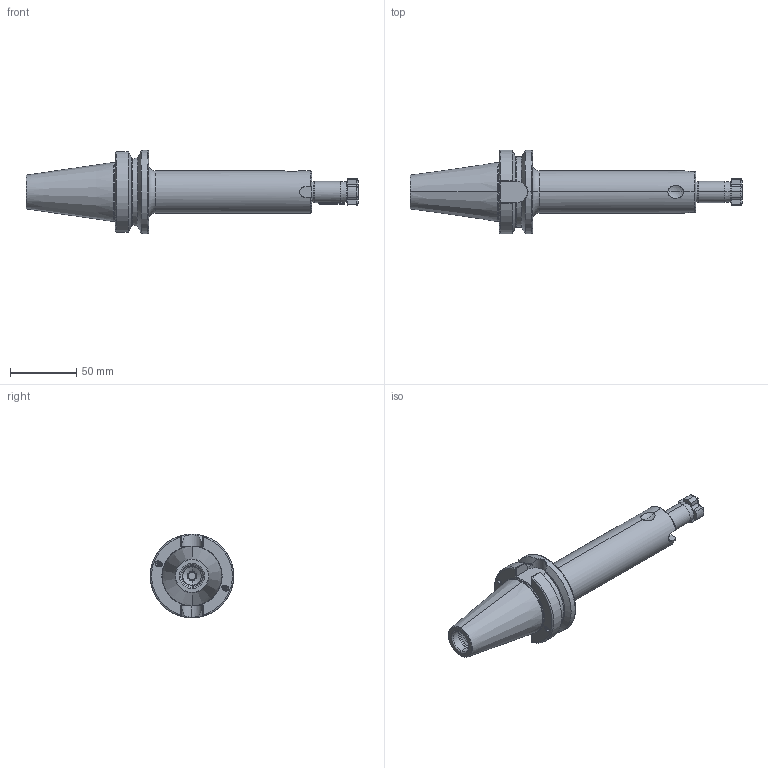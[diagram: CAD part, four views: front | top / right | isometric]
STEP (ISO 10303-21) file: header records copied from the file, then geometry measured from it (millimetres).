
FILE_DESCRIPTION (( 'STEP AP203' ), '1' );
FILE_NAME ('406.10.16.2.STEP', '2016-11-26T01:23:43', ( '' ), ( '' ), 'SwSTEP 2.0', 'SolidWorks 2012', '' );
FILE_SCHEMA (( 'CONFIG_CONTROL_DESIGN' ));
Length unit declared in the file: millimetre
Products named in the file (4): 406.10.16.2; 十字螺絲FMB16; SC16用鍵_4x4x20L
Assembly tree (3 placements, depth 2):
  406.10.16.2
    406.10.16.2
    十字螺絲FMB16
    SC16用鍵_4x4x20L
Bounding box: 250.4 x 63 x 63 mm (x, y, z)
Volume: 205171.7 mm3; surface area: 45843.3 mm2
Topology: 3 solids, 3 shells, 336 faces, 883 edges, 555 vertices
Faces by surface type: cylinder 168, plane 63, torus 44, cone 34, bspline 25, sphere 2
Entity records: 21232 total; most frequent: CARTESIAN_POINT 13438, ORIENTED_EDGE 1766, DIRECTION 1358, EDGE_CURVE 883, VERTEX_POINT 555, AXIS2_PLACEMENT_3D 524, EDGE_LOOP 346, FACE_OUTER_BOUND 336
